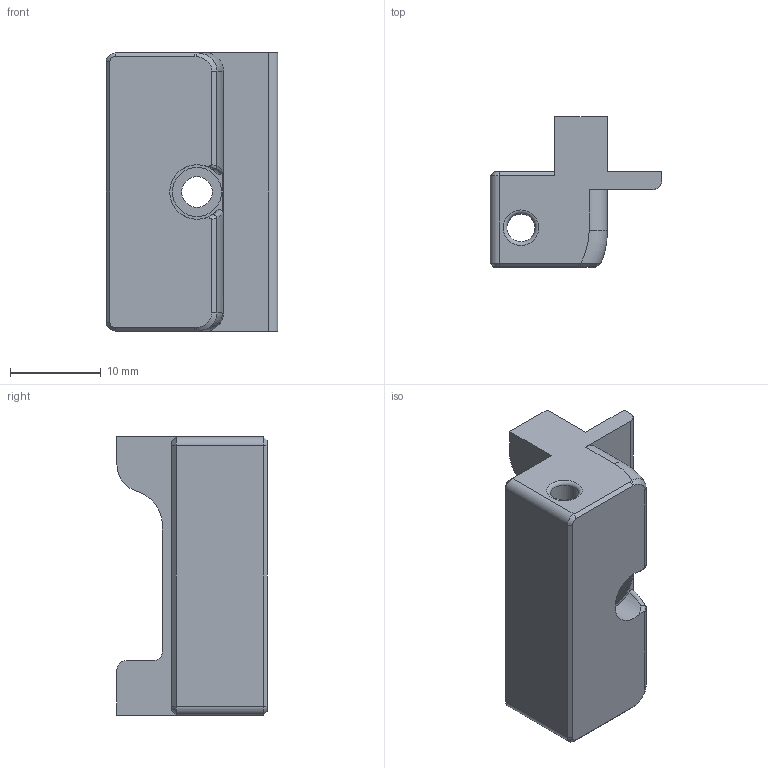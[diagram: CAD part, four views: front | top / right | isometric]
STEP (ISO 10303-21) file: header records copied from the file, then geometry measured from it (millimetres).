
FILE_DESCRIPTION(/* description */ (''),/* implementation_level */ '2;1');
FILE_NAME(/* name */ 'Voron 2.4 Inner Hinge Mod Pivot v2.step',/* time_stamp */ '2021-07-10T12:19:54-07:00',/* author */ (''),/* organization */ (''),/* preprocessor_version */ 'ST-DEVELOPER v18.1',/* originating_system */ 'Autodesk Translation Framework v10.9.0.1377',/* authorisation */ '');
FILE_SCHEMA (('AUTOMOTIVE_DESIGN { 1 0 10303 214 3 1 1 }'));
Length unit declared in the file: millimetre
Products named in the file (3): Voron 2.4 Inner Hinge Mod Pivot; Front Door; Door Hinge (A)
Assembly tree (2 placements, depth 3):
  Voron 2.4 Inner Hinge Mod Pivot
    Front Door
      Door Hinge (A)
Bounding box: 18.9 x 16.5 x 30.6 mm (x, y, z)
Volume: 4573.3 mm3; surface area: 2671.7 mm2
Topology: 1 solids, 1 shells, 54 faces, 139 edges, 87 vertices
Faces by surface type: plane 24, cylinder 13, bspline 8, cone 5, torus 4
Full cylindrical faces by diameter (mm): 3.1 x1, 3.4 x1
Entity records: 2193 total; most frequent: CARTESIAN_POINT 837, ORIENTED_EDGE 278, DIRECTION 262, EDGE_CURVE 139, AXIS2_PLACEMENT_3D 92, VERTEX_POINT 87, LINE 78, VECTOR 78
